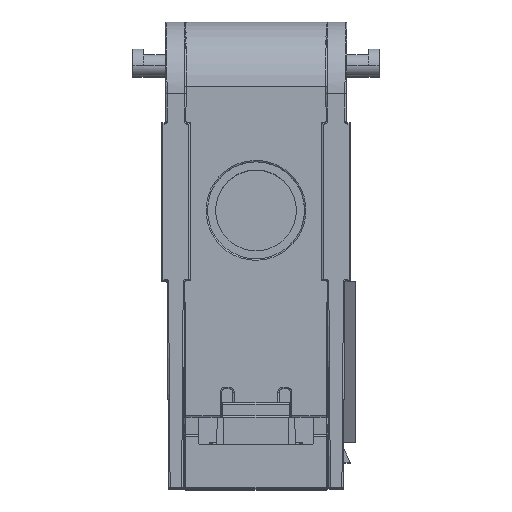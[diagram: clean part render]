
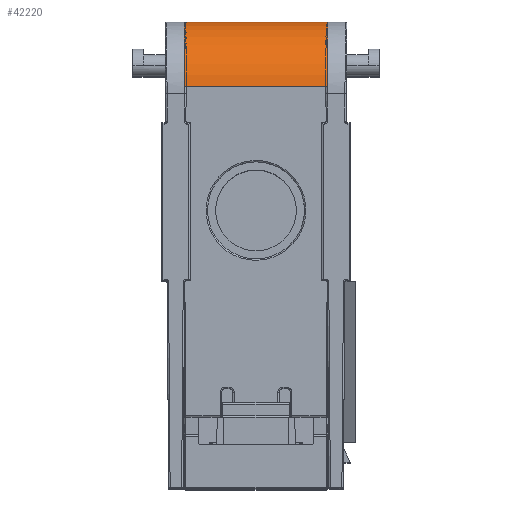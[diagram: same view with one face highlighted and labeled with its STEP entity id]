
A CAD part, top view. The second image highlights one B-rep face of the part: STEP entity #42220.
In plain terms, the highlighted cylindrical face has radius 10 mm (diameter 20 mm), a partial arc.
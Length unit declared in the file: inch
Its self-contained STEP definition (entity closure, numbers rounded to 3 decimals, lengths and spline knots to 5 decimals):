
#1471 = DIRECTION ( 'NONE',  ( 0., 1., 0. ) ) ;
#1897 = CARTESIAN_POINT ( 'NONE',  ( 0.3937, 1.61858, 1.10425 ) ) ;
#2883 = AXIS2_PLACEMENT_3D ( 'NONE', #1897, #8921, #1471 ) ;
#3175 = VERTEX_POINT ( 'NONE', #38636 ) ;
#7743 = CARTESIAN_POINT ( 'NONE',  ( -0.3937, 1.61858, 1.10425 ) ) ;
#8578 = CARTESIAN_POINT ( 'NONE',  ( 0.3937, 1.65712, 1.49606 ) ) ;
#8716 = EDGE_CURVE ( 'NONE', #12930, #42441, #46080, .T. ) ;
#8780 = LINE ( 'NONE', #29935, #20673 ) ;
#8921 = DIRECTION ( 'NONE',  ( 1., 0., 0. ) ) ;
#9363 = FACE_OUTER_BOUND ( 'NONE', #39421, .T. ) ;
#12038 = DIRECTION ( 'NONE',  ( 1., 0., 0. ) ) ;
#12362 = VECTOR ( 'NONE', #44348, 39.37008 ) ;
#12453 = CARTESIAN_POINT ( 'NONE',  ( -0.3937, 1.65712, 1.49606 ) ) ;
#12930 = VERTEX_POINT ( 'NONE', #28535 ) ;
#13279 = CIRCLE ( 'NONE', #2883, 0.3937 ) ;
#13464 = AXIS2_PLACEMENT_3D ( 'NONE', #41255, #23297, #30748 ) ;
#13845 = ORIENTED_EDGE ( 'NONE', *, *, #17498, .F. ) ;
#14256 = DIRECTION ( 'NONE',  ( 0., 1., 0. ) ) ;
#14891 = ORIENTED_EDGE ( 'NONE', *, *, #33678, .F. ) ;
#17498 = EDGE_CURVE ( 'NONE', #3175, #20656, #13279, .T. ) ;
#18393 = EDGE_CURVE ( 'NONE', #42441, #20656, #36650, .T. ) ;
#20656 = VERTEX_POINT ( 'NONE', #8578 ) ;
#20673 = VECTOR ( 'NONE', #12038, 39.37008 ) ;
#23297 = DIRECTION ( 'NONE',  ( 1., 0., 0. ) ) ;
#23979 = CYLINDRICAL_SURFACE ( 'NONE', #13464, 0.3937 ) ;
#25100 = ORIENTED_EDGE ( 'NONE', *, *, #8716, .T. ) ;
#28202 = AXIS2_PLACEMENT_3D ( 'NONE', #7743, #35406, #14256 ) ;
#28535 = CARTESIAN_POINT ( 'NONE',  ( -0.3937, 2.01228, 1.10425 ) ) ;
#29806 = CARTESIAN_POINT ( 'NONE',  ( -0.3937, 1.65712, 1.49606 ) ) ;
#29935 = CARTESIAN_POINT ( 'NONE',  ( -0.3937, 2.01228, 1.10425 ) ) ;
#30748 = DIRECTION ( 'NONE',  ( 0., 1., 0. ) ) ;
#33678 = EDGE_CURVE ( 'NONE', #12930, #3175, #8780, .T. ) ;
#33979 = ORIENTED_EDGE ( 'NONE', *, *, #18393, .T. ) ;
#35406 = DIRECTION ( 'NONE',  ( 1., 0., 0. ) ) ;
#36650 = LINE ( 'NONE', #12453, #12362 ) ;
#38636 = CARTESIAN_POINT ( 'NONE',  ( 0.3937, 2.01228, 1.10425 ) ) ;
#39421 = EDGE_LOOP ( 'NONE', ( #14891, #25100, #33979, #13845 ) ) ;
#41255 = CARTESIAN_POINT ( 'NONE',  ( -0.3937, 1.61858, 1.10425 ) ) ;
#42220 = ADVANCED_FACE ( 'NONE', ( #9363 ), #23979, .T. ) ;
#42441 = VERTEX_POINT ( 'NONE', #29806 ) ;
#44348 = DIRECTION ( 'NONE',  ( 1., 0., 0. ) ) ;
#46080 = CIRCLE ( 'NONE', #28202, 0.3937 ) ;
